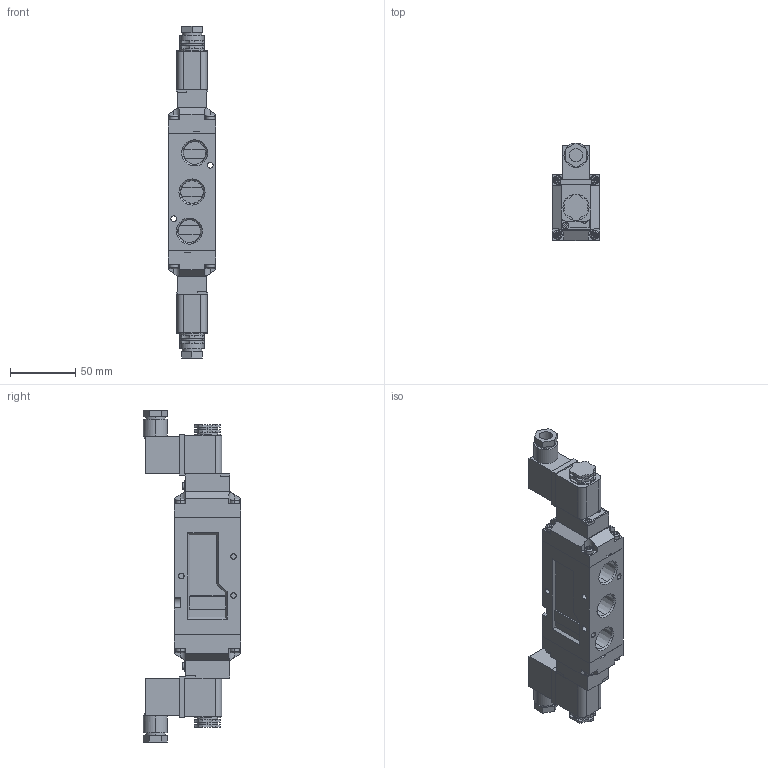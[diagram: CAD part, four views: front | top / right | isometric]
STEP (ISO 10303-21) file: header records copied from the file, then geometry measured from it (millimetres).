
FILE_DESCRIPTION (( 'STEP AP203' ), '1' );
FILE_NAME ('SF6200-IP-SC2-CD2.STEP', '2016-01-05T01:05:53', ( 'yrd8' ), ( '' ), 'SwSTEP 2.0', 'SolidWorks 2008', '' );
FILE_SCHEMA (( 'CONFIG_CONTROL_DESIGN' ));
Length unit declared in the file: millimetre
Products named in the file (5): SF6200-IP-SC2-CD2; SF6000 Body_ル遽; SF6000 Semi Pilot_ル遽; SF6000 Pilot_ル遽; CN2_ル遽
Assembly tree (7 placements, depth 2):
  SF6200-IP-SC2-CD2
    SF6000 Body_ル遽
    SF6000 Semi Pilot_ル遽  x2
    CN2_ル遽  x2
    SF6000 Pilot_ル遽  x2
Bounding box: 36.5 x 74.7 x 254.6 mm (x, y, z)
Volume: 306119.8 mm3; surface area: 73108.1 mm2
Topology: 7 solids, 7 shells, 814 faces, 2050 edges, 1326 vertices
Faces by surface type: plane 508, cylinder 178, cone 112, torus 16
Entity records: 14263 total; most frequent: CARTESIAN_POINT 2632, DIRECTION 2296, ORIENTED_EDGE 2286, EDGE_CURVE 1143, AXIS2_PLACEMENT_3D 774, VECTOR 748, LINE 748, VERTEX_POINT 740
